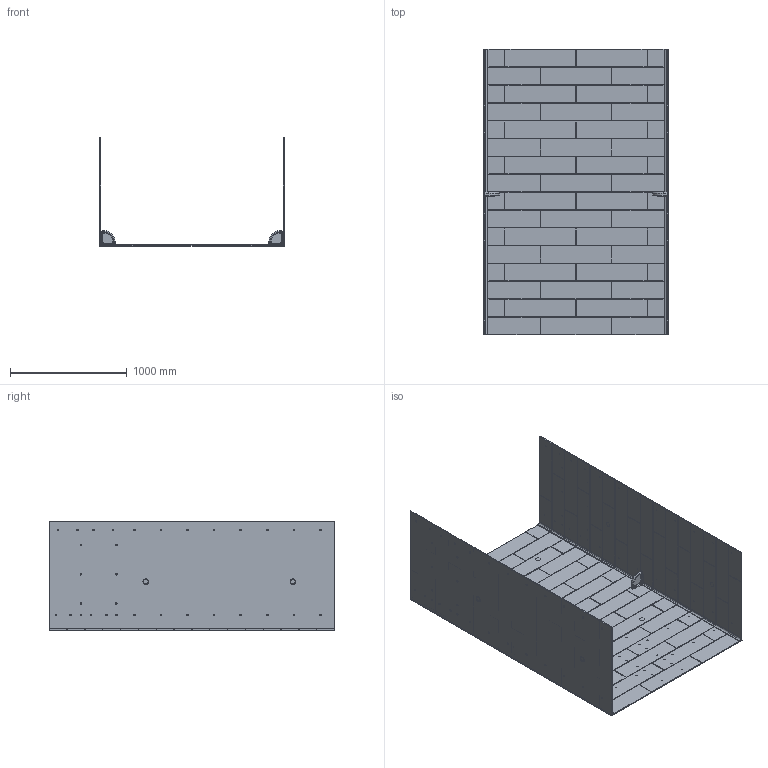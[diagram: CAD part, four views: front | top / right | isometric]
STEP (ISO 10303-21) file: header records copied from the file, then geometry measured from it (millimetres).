
FILE_DESCRIPTION (( 'STEP AP203' ), '1' );
FILE_NAME ('MSMK963662.STEP', '2021-07-08T15:46:15', ( '' ), ( '' ), 'SwSTEP 2.0', 'SolidWorks 2020', '' );
FILE_SCHEMA (( 'CONFIG_CONTROL_DESIGN' ));
Products named in the file (7): MirrorMSMK9636; MirrorSWSACCES2; MSMK963662; MSMK9636; MSMK9662; SWSACCES2; SWACCM2096
Assembly tree (7 placements, depth 2):
  MSMK963662
    MSMK9662
    MSMK9636
    SWACCM2096  x2
    SWSACCES2
    MirrorSWSACCES2
    MirrorMSMK9636
Bounding box: 1574.8 x 2439.36 x 923.92 mm (x, y, z)
Volume: 80144148.5 mm3; surface area: 17314019.7 mm2
Topology: 7 solids, 7 shells, 3040 faces, 7562 edges, 4664 vertices
Faces by surface type: cylinder 1108, plane 902, bspline 707, torus 238, sphere 69, cone 16
Entity records: 173668 total; most frequent: CARTESIAN_POINT 108727, ORIENTED_EDGE 15050, DIRECTION 10355, EDGE_CURVE 7525, VERTEX_POINT 4652, AXIS2_PLACEMENT_3D 3677, EDGE_LOOP 3179, B_SPLINE_CURVE_WITH_KNOTS 3168
